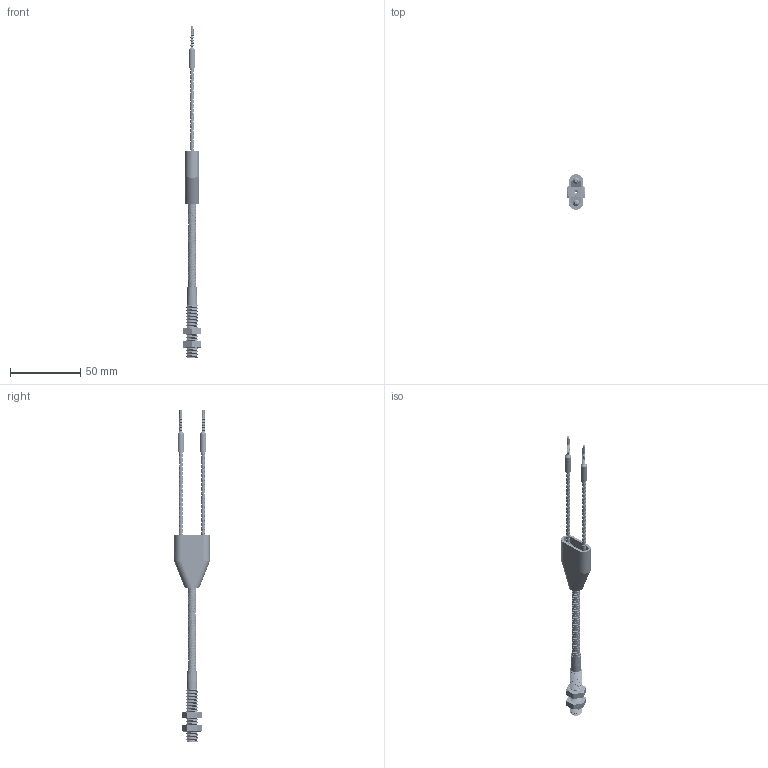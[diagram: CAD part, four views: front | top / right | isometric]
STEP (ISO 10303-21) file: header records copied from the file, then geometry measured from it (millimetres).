
FILE_DESCRIPTION((''),'2;1');
FILE_NAME('161867_ASM','2012-02-24T',('banengservice'),('BANNER ENGINEERING'),'PRO/ENGINEER BY PARAMETRIC TECHNOLOGY CORPORATION, 2009141','PRO/ENGINEER BY PARAMETRIC TECHNOLOGY CORPORATION, 2009141','');
FILE_SCHEMA(('CONFIG_CONTROL_DESIGN'));
Length unit declared in the file: inch
Products named in the file (8): SHRINK_TUBE_3X-25_X_1-5; SS_TUBING_25; COLLAR_-5_X_-29; 5-16_X_24_FERRULE_SS_AF0; 5-16-24_JAM_NUT_SS; SS_TUBING_STW_-120; 110532; 161867_ASM
Assembly tree (10 placements, depth 2):
  161867_ASM
    SHRINK_TUBE_3X-25_X_1-5
    SS_TUBING_25
    COLLAR_-5_X_-29
    5-16_X_24_FERRULE_SS_AF0
    5-16-24_JAM_NUT_SS  x2
    SS_TUBING_STW_-120  x2
    110532  x2
Bounding box: 12.74 x 25.4 x 236.81 mm (x, y, z)
Volume: 8137.9 mm3; surface area: 17090.6 mm2
Topology: 10 solids, 10 shells, 1281 faces, 2707 edges, 1447 vertices
Faces by surface type: torus 400, cone 314, bspline 276, cylinder 244, plane 47
Entity records: 69425 total; most frequent: CARTESIAN_POINT 53772, ORIENTED_EDGE 3288, DIRECTION 3096, EDGE_CURVE 1644, AXIS2_PLACEMENT_3D 1266, VERTEX_POINT 897, EDGE_LOOP 773, FACE_OUTER_BOUND 762
